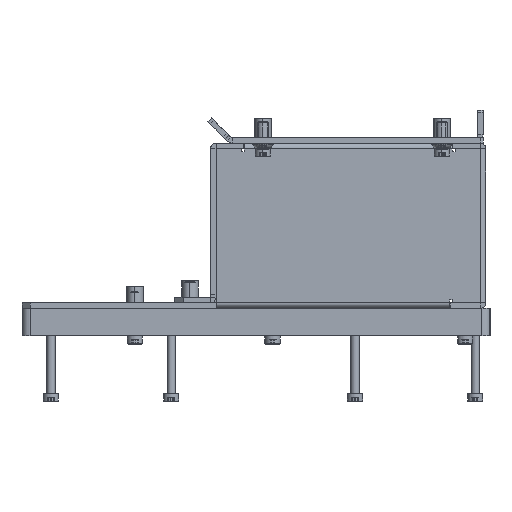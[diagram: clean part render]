
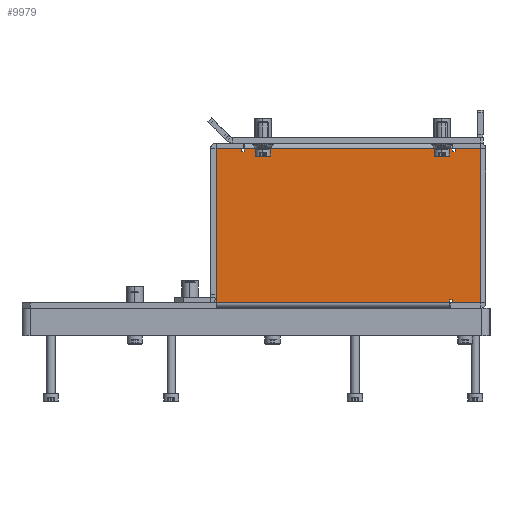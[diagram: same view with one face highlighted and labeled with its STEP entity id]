
A CAD part, left-side view. The second image highlights one B-rep face of the part: STEP entity #9979.
In plain terms, the highlighted face is planar.
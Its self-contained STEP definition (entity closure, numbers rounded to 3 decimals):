
#243 = VECTOR ( 'NONE', #6699, 1000. ) ;
#384 = EDGE_CURVE ( 'NONE', #14632, #9499, #1983, .T. ) ;
#386 = VECTOR ( 'NONE', #4591, 1000. ) ;
#554 = EDGE_CURVE ( 'NONE', #14159, #14632, #9788, .T. ) ;
#628 = EDGE_LOOP ( 'NONE', ( #3541, #4379, #12995, #790, #11176, #3093, #5222, #12285, #6099, #9383, #2830, #4467, #10354, #7237, #9498, #10395 ) ) ;
#637 = DIRECTION ( 'NONE',  ( 0., 0., -1. ) ) ;
#742 = VERTEX_POINT ( 'NONE', #11407 ) ;
#790 = ORIENTED_EDGE ( 'NONE', *, *, #3996, .T. ) ;
#867 = EDGE_CURVE ( 'NONE', #3604, #11664, #5706, .T. ) ;
#951 = VECTOR ( 'NONE', #3360, 1000. ) ;
#971 = DIRECTION ( 'NONE',  ( 0., 1., 0. ) ) ;
#974 = VECTOR ( 'NONE', #3680, 1000. ) ;
#984 = CARTESIAN_POINT ( 'NONE',  ( 229., 87.8, 56. ) ) ;
#1095 = CARTESIAN_POINT ( 'NONE',  ( 229., 11.2, 1.1 ) ) ;
#1483 = EDGE_CURVE ( 'NONE', #13410, #6746, #6614, .T. ) ;
#1877 = CARTESIAN_POINT ( 'NONE',  ( 229., 0., 56. ) ) ;
#1983 = LINE ( 'NONE', #4495, #4026 ) ;
#2000 = VERTEX_POINT ( 'NONE', #5921 ) ;
#2013 = CARTESIAN_POINT ( 'NONE',  ( 229., 12.2, 56. ) ) ;
#2053 = DIRECTION ( 'NONE',  ( 0., -1., 0. ) ) ;
#2059 = DIRECTION ( 'NONE',  ( 0., 0., -1. ) ) ;
#2328 = VECTOR ( 'NONE', #2546, 1000. ) ;
#2546 = DIRECTION ( 'NONE',  ( 0., 0., -1. ) ) ;
#2830 = ORIENTED_EDGE ( 'NONE', *, *, #384, .F. ) ;
#2947 = CARTESIAN_POINT ( 'NONE',  ( 229., 12.2, 56. ) ) ;
#3001 = EDGE_CURVE ( 'NONE', #10851, #6746, #4483, .T. ) ;
#3093 = ORIENTED_EDGE ( 'NONE', *, *, #15054, .F. ) ;
#3249 = CARTESIAN_POINT ( 'NONE',  ( 229., 12.2, 54.9 ) ) ;
#3360 = DIRECTION ( 'NONE',  ( 0., -1., 0. ) ) ;
#3541 = ORIENTED_EDGE ( 'NONE', *, *, #3001, .F. ) ;
#3604 = VERTEX_POINT ( 'NONE', #8087 ) ;
#3680 = DIRECTION ( 'NONE',  ( 0., 1., 0. ) ) ;
#3709 = EDGE_CURVE ( 'NONE', #8890, #13410, #7249, .T. ) ;
#3758 = CARTESIAN_POINT ( 'NONE',  ( 229., 0., 56. ) ) ;
#3996 = EDGE_CURVE ( 'NONE', #8143, #5558, #13412, .T. ) ;
#4026 = VECTOR ( 'NONE', #7223, 1000. ) ;
#4118 = VECTOR ( 'NONE', #4816, 1000. ) ;
#4133 = CARTESIAN_POINT ( 'NONE',  ( 229., 2.1, 0. ) ) ;
#4375 = EDGE_CURVE ( 'NONE', #9841, #9499, #4633, .T. ) ;
#4379 = ORIENTED_EDGE ( 'NONE', *, *, #6057, .F. ) ;
#4467 = ORIENTED_EDGE ( 'NONE', *, *, #554, .F. ) ;
#4483 = LINE ( 'NONE', #9368, #6397 ) ;
#4495 = CARTESIAN_POINT ( 'NONE',  ( 229., 13.2, 56. ) ) ;
#4591 = DIRECTION ( 'NONE',  ( 0., 0., 1. ) ) ;
#4633 = LINE ( 'NONE', #6884, #13364 ) ;
#4816 = DIRECTION ( 'NONE',  ( 0., 1., 0. ) ) ;
#5222 = ORIENTED_EDGE ( 'NONE', *, *, #12902, .F. ) ;
#5556 = LINE ( 'NONE', #984, #8744 ) ;
#5558 = VERTEX_POINT ( 'NONE', #7108 ) ;
#5626 = CARTESIAN_POINT ( 'NONE',  ( 229., 97.999, 55.9 ) ) ;
#5706 = LINE ( 'NONE', #9307, #9944 ) ;
#5878 = DIRECTION ( 'NONE',  ( 0., 0., -1. ) ) ;
#5921 = CARTESIAN_POINT ( 'NONE',  ( 229., 88.8, 1.1 ) ) ;
#5938 = LINE ( 'NONE', #8160, #951 ) ;
#6057 = EDGE_CURVE ( 'NONE', #10774, #10851, #6787, .T. ) ;
#6099 = ORIENTED_EDGE ( 'NONE', *, *, #9983, .F. ) ;
#6199 = CARTESIAN_POINT ( 'NONE',  ( 229., 2.1, 56. ) ) ;
#6397 = VECTOR ( 'NONE', #2059, 1000. ) ;
#6614 = LINE ( 'NONE', #7745, #243 ) ;
#6699 = DIRECTION ( 'NONE',  ( 0., 1., 0. ) ) ;
#6746 = VERTEX_POINT ( 'NONE', #7754 ) ;
#6787 = LINE ( 'NONE', #8310, #10516 ) ;
#6791 = DIRECTION ( 'NONE',  ( 0., 1., 0. ) ) ;
#6884 = CARTESIAN_POINT ( 'NONE',  ( 229., 97.999, 55.9 ) ) ;
#6945 = CARTESIAN_POINT ( 'NONE',  ( 229., 12.2, 1.1 ) ) ;
#7108 = CARTESIAN_POINT ( 'NONE',  ( 229., 87.8, 0.1 ) ) ;
#7223 = DIRECTION ( 'NONE',  ( 0., 0., 1. ) ) ;
#7237 = ORIENTED_EDGE ( 'NONE', *, *, #15240, .F. ) ;
#7249 = LINE ( 'NONE', #6199, #12070 ) ;
#7272 = CARTESIAN_POINT ( 'NONE',  ( 229., 12.2, 0.1 ) ) ;
#7745 = CARTESIAN_POINT ( 'NONE',  ( 229., 0., 0. ) ) ;
#7754 = CARTESIAN_POINT ( 'NONE',  ( 229., 11.2, 0. ) ) ;
#8087 = CARTESIAN_POINT ( 'NONE',  ( 229., 88.8, 0. ) ) ;
#8143 = VERTEX_POINT ( 'NONE', #7272 ) ;
#8160 = CARTESIAN_POINT ( 'NONE',  ( 229., 0., 1.1 ) ) ;
#8310 = CARTESIAN_POINT ( 'NONE',  ( 229., 0., 1.1 ) ) ;
#8428 = CARTESIAN_POINT ( 'NONE',  ( 229., 12.2, 0.1 ) ) ;
#8578 = CARTESIAN_POINT ( 'NONE',  ( 229., 97.999, 0. ) ) ;
#8744 = VECTOR ( 'NONE', #5878, 1000. ) ;
#8890 = VERTEX_POINT ( 'NONE', #15581 ) ;
#8947 = EDGE_CURVE ( 'NONE', #11536, #5558, #5556, .T. ) ;
#9307 = CARTESIAN_POINT ( 'NONE',  ( 229., 0., 0. ) ) ;
#9368 = CARTESIAN_POINT ( 'NONE',  ( 229., 11.2, 56. ) ) ;
#9383 = ORIENTED_EDGE ( 'NONE', *, *, #4375, .T. ) ;
#9498 = ORIENTED_EDGE ( 'NONE', *, *, #3709, .T. ) ;
#9499 = VERTEX_POINT ( 'NONE', #12226 ) ;
#9788 = LINE ( 'NONE', #13474, #974 ) ;
#9841 = VERTEX_POINT ( 'NONE', #5626 ) ;
#9944 = VECTOR ( 'NONE', #971, 1000. ) ;
#9979 = ADVANCED_FACE ( 'NONE', ( #12208 ), #10031, .F. ) ;
#9983 = EDGE_CURVE ( 'NONE', #9841, #11664, #10990, .T. ) ;
#10031 = PLANE ( 'NONE',  #11056 ) ;
#10219 = VECTOR ( 'NONE', #6791, 1000. ) ;
#10271 = CARTESIAN_POINT ( 'NONE',  ( 229., 88.8, 56. ) ) ;
#10354 = ORIENTED_EDGE ( 'NONE', *, *, #13419, .F. ) ;
#10395 = ORIENTED_EDGE ( 'NONE', *, *, #1483, .T. ) ;
#10516 = VECTOR ( 'NONE', #13211, 1000. ) ;
#10693 = LINE ( 'NONE', #2013, #386 ) ;
#10774 = VERTEX_POINT ( 'NONE', #6945 ) ;
#10851 = VERTEX_POINT ( 'NONE', #1095 ) ;
#10990 = LINE ( 'NONE', #13550, #2328 ) ;
#11056 = AXIS2_PLACEMENT_3D ( 'NONE', #3758, #14837, #14930 ) ;
#11176 = ORIENTED_EDGE ( 'NONE', *, *, #8947, .F. ) ;
#11407 = CARTESIAN_POINT ( 'NONE',  ( 229., 12.2, 56. ) ) ;
#11536 = VERTEX_POINT ( 'NONE', #11730 ) ;
#11629 = LINE ( 'NONE', #2947, #15109 ) ;
#11664 = VERTEX_POINT ( 'NONE', #8578 ) ;
#11730 = CARTESIAN_POINT ( 'NONE',  ( 229., 87.8, 1.1 ) ) ;
#12070 = VECTOR ( 'NONE', #12149, 1000. ) ;
#12149 = DIRECTION ( 'NONE',  ( 0., 0., -1. ) ) ;
#12208 = FACE_OUTER_BOUND ( 'NONE', #628, .T. ) ;
#12226 = CARTESIAN_POINT ( 'NONE',  ( 229., 13.2, 55.9 ) ) ;
#12285 = ORIENTED_EDGE ( 'NONE', *, *, #867, .T. ) ;
#12320 = EDGE_CURVE ( 'NONE', #8143, #10774, #10693, .T. ) ;
#12510 = LINE ( 'NONE', #10271, #13459 ) ;
#12864 = CARTESIAN_POINT ( 'NONE',  ( 229., 13.2, 54.9 ) ) ;
#12902 = EDGE_CURVE ( 'NONE', #3604, #2000, #12510, .T. ) ;
#12995 = ORIENTED_EDGE ( 'NONE', *, *, #12320, .F. ) ;
#13211 = DIRECTION ( 'NONE',  ( 0., -1., 0. ) ) ;
#13364 = VECTOR ( 'NONE', #2053, 1000. ) ;
#13410 = VERTEX_POINT ( 'NONE', #4133 ) ;
#13412 = LINE ( 'NONE', #8428, #4118 ) ;
#13419 = EDGE_CURVE ( 'NONE', #742, #14159, #11629, .T. ) ;
#13459 = VECTOR ( 'NONE', #15076, 1000. ) ;
#13474 = CARTESIAN_POINT ( 'NONE',  ( 229., 0., 54.9 ) ) ;
#13550 = CARTESIAN_POINT ( 'NONE',  ( 229., 97.999, 56. ) ) ;
#14157 = LINE ( 'NONE', #1877, #10219 ) ;
#14159 = VERTEX_POINT ( 'NONE', #3249 ) ;
#14632 = VERTEX_POINT ( 'NONE', #12864 ) ;
#14837 = DIRECTION ( 'NONE',  ( -1., 0., 0. ) ) ;
#14930 = DIRECTION ( 'NONE',  ( 0., -1., 0. ) ) ;
#15054 = EDGE_CURVE ( 'NONE', #2000, #11536, #5938, .T. ) ;
#15076 = DIRECTION ( 'NONE',  ( 0., 0., 1. ) ) ;
#15109 = VECTOR ( 'NONE', #637, 1000. ) ;
#15240 = EDGE_CURVE ( 'NONE', #8890, #742, #14157, .T. ) ;
#15581 = CARTESIAN_POINT ( 'NONE',  ( 229., 2.1, 56. ) ) ;
